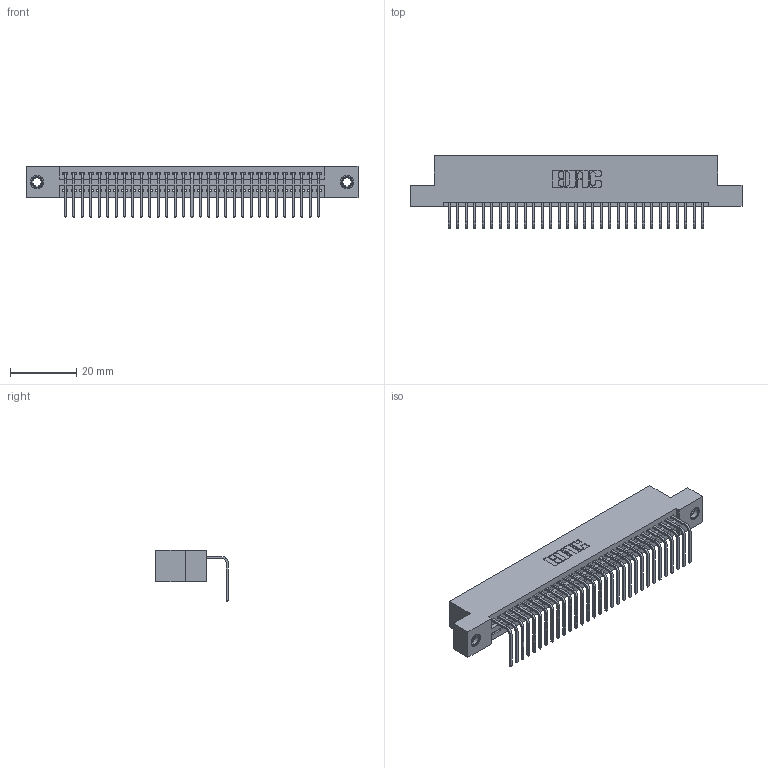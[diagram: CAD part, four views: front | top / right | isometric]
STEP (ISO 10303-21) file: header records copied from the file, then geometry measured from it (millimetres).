
FILE_DESCRIPTION (( 'STEP AP203' ), '1' );
FILE_NAME ('345-031-558-107.STEP', '2019-10-10T14:22:25', ( '' ), ( '' ), 'SwSTEP 2.0', 'SolidWorks 2016', '' );
FILE_SCHEMA (( 'CONFIG_CONTROL_DESIGN' ));
Length unit declared in the file: inch
Products named in the file (4): 345-031-558-107; 345 Part_Flush Mounting Lugs - 0.156 Dia-TI; 345-292-001_558 Tail - 2; 345-250-001_345-250-005-103
Assembly tree (34 placements, depth 2):
  345-031-558-107
    345 Part_Flush Mounting Lugs - 0.156 Dia-TI
    345-292-001_558 Tail - 2  x31
    345-250-001_345-250-005-103  x2
Bounding box: 99.95 x 21.83 x 15.37 mm (x, y, z)
Volume: 9492.9 mm3; surface area: 13105.2 mm2
Topology: 34 solids, 34 shells, 2046 faces, 6119 edges, 4030 vertices
Faces by surface type: plane 1414, cylinder 616, cone 12, torus 4
Entity records: 26082 total; most frequent: CARTESIAN_POINT 4500, ORIENTED_EDGE 4458, DIRECTION 3973, EDGE_CURVE 2229, VECTOR 1953, LINE 1953, VERTEX_POINT 1480, AXIS2_PLACEMENT_3D 1010
